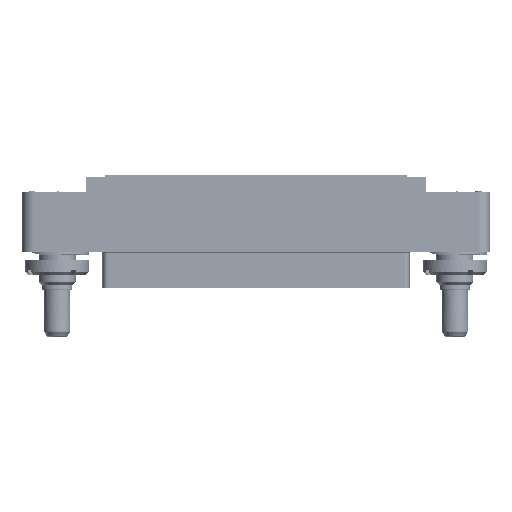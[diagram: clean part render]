
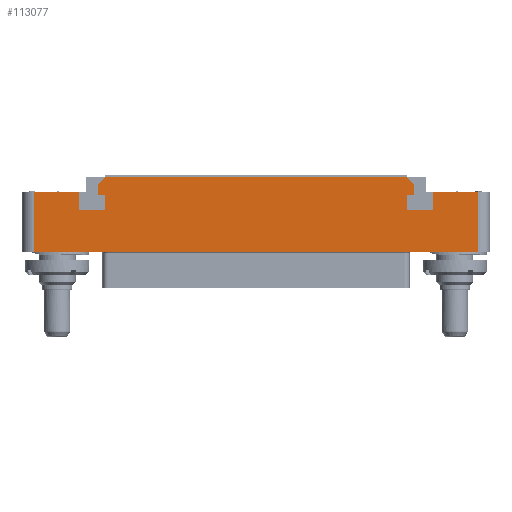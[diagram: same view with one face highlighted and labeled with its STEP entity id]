
A CAD part, top view. The second image highlights one B-rep face of the part: STEP entity #113077.
In plain terms, the highlighted planar face has unit normal (0, 0, 1).
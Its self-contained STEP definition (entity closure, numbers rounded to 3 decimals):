
#3205=DIRECTION('',(0.707,-0.707,0.));
#3206=VECTOR('',#3205,1.697);
#3207=CARTESIAN_POINT('',(25.8,12.75,7.));
#3208=LINE('',#3207,#3206);
#7252=DIRECTION('',(0.,1.,0.));
#7253=VECTOR('',#7252,10.25);
#7254=CARTESIAN_POINT('',(38.,0.,7.));
#7255=LINE('',#7254,#7253);
#7270=DIRECTION('',(-1.,0.,0.));
#7271=VECTOR('',#7270,76.);
#7272=CARTESIAN_POINT('',(38.,0.,7.));
#7273=LINE('',#7272,#7271);
#7274=DIRECTION('',(1.,0.,0.));
#7275=VECTOR('',#7274,7.8);
#7276=CARTESIAN_POINT('',(-38.,10.25,7.));
#7277=LINE('',#7276,#7275);
#7278=DIRECTION('',(0.,-1.,0.));
#7279=VECTOR('',#7278,3.2);
#7280=CARTESIAN_POINT('',(-30.2,10.25,7.));
#7281=LINE('',#7280,#7279);
#7282=DIRECTION('',(1.,0.,0.));
#7283=VECTOR('',#7282,4.4);
#7284=CARTESIAN_POINT('',(-30.2,7.05,7.));
#7285=LINE('',#7284,#7283);
#7286=DIRECTION('',(0.,1.,0.));
#7287=VECTOR('',#7286,2.6);
#7288=CARTESIAN_POINT('',(-25.8,7.05,7.));
#7289=LINE('',#7288,#7287);
#7290=DIRECTION('',(-1.,0.,0.));
#7291=VECTOR('',#7290,1.2);
#7292=CARTESIAN_POINT('',(-25.8,9.65,7.));
#7293=LINE('',#7292,#7291);
#7294=DIRECTION('',(0.,-1.,0.));
#7295=VECTOR('',#7294,1.9);
#7296=CARTESIAN_POINT('',(-27.,11.55,7.));
#7297=LINE('',#7296,#7295);
#7298=DIRECTION('',(1.,0.,0.));
#7299=VECTOR('',#7298,51.6);
#7300=CARTESIAN_POINT('',(-25.8,12.75,7.));
#7301=LINE('',#7300,#7299);
#7302=DIRECTION('',(0.,-1.,0.));
#7303=VECTOR('',#7302,1.9);
#7304=CARTESIAN_POINT('',(27.,11.55,7.));
#7305=LINE('',#7304,#7303);
#7306=DIRECTION('',(-1.,0.,0.));
#7307=VECTOR('',#7306,1.2);
#7308=CARTESIAN_POINT('',(27.,9.65,7.));
#7309=LINE('',#7308,#7307);
#7310=DIRECTION('',(0.,-1.,0.));
#7311=VECTOR('',#7310,2.6);
#7312=CARTESIAN_POINT('',(25.8,9.65,7.));
#7313=LINE('',#7312,#7311);
#7314=DIRECTION('',(1.,0.,0.));
#7315=VECTOR('',#7314,4.4);
#7316=CARTESIAN_POINT('',(25.8,7.05,7.));
#7317=LINE('',#7316,#7315);
#7318=DIRECTION('',(0.,1.,0.));
#7319=VECTOR('',#7318,3.2);
#7320=CARTESIAN_POINT('',(30.2,7.05,7.));
#7321=LINE('',#7320,#7319);
#7322=DIRECTION('',(1.,0.,0.));
#7323=VECTOR('',#7322,7.8);
#7324=CARTESIAN_POINT('',(30.2,10.25,7.));
#7325=LINE('',#7324,#7323);
#7326=DIRECTION('',(0.,-1.,0.));
#7327=VECTOR('',#7326,10.25);
#7328=CARTESIAN_POINT('',(-38.,10.25,7.));
#7329=LINE('',#7328,#7327);
#11306=DIRECTION('',(-0.707,-0.707,0.));
#11307=VECTOR('',#11306,1.697);
#11308=CARTESIAN_POINT('',(-25.8,12.75,7.));
#11309=LINE('',#11308,#11307);
#90836=CARTESIAN_POINT('',(-30.2,10.25,7.));
#90837=CARTESIAN_POINT('',(-30.2,7.05,7.));
#90838=VERTEX_POINT('',#90836);
#90839=VERTEX_POINT('',#90837);
#90840=CARTESIAN_POINT('',(-25.8,7.05,7.));
#90841=VERTEX_POINT('',#90840);
#90842=CARTESIAN_POINT('',(-25.8,9.65,7.));
#90843=VERTEX_POINT('',#90842);
#90844=CARTESIAN_POINT('',(-27.,9.65,7.));
#90845=VERTEX_POINT('',#90844);
#90846=CARTESIAN_POINT('',(27.,9.65,7.));
#90847=CARTESIAN_POINT('',(25.8,9.65,7.));
#90848=VERTEX_POINT('',#90846);
#90849=VERTEX_POINT('',#90847);
#90850=CARTESIAN_POINT('',(25.8,7.05,7.));
#90851=VERTEX_POINT('',#90850);
#90852=CARTESIAN_POINT('',(30.2,7.05,7.));
#90853=VERTEX_POINT('',#90852);
#90854=CARTESIAN_POINT('',(30.2,10.25,7.));
#90855=VERTEX_POINT('',#90854);
#90860=CARTESIAN_POINT('',(-27.,11.55,7.));
#90862=VERTEX_POINT('',#90860);
#90864=CARTESIAN_POINT('',(-25.8,12.75,7.));
#90865=VERTEX_POINT('',#90864);
#90866=CARTESIAN_POINT('',(27.,11.55,7.));
#90868=VERTEX_POINT('',#90866);
#90870=CARTESIAN_POINT('',(25.8,12.75,7.));
#90871=VERTEX_POINT('',#90870);
#90956=CARTESIAN_POINT('',(38.,0.,7.));
#90957=CARTESIAN_POINT('',(38.,10.25,7.));
#90958=VERTEX_POINT('',#90956);
#90959=VERTEX_POINT('',#90957);
#90964=CARTESIAN_POINT('',(-38.,10.25,7.));
#90965=CARTESIAN_POINT('',(-38.,0.,7.));
#90966=VERTEX_POINT('',#90964);
#90967=VERTEX_POINT('',#90965);
#113039=CARTESIAN_POINT('',(0.,0.,7.));
#113040=DIRECTION('',(0.,0.,-1.));
#113041=DIRECTION('',(-1.,0.,0.));
#113042=AXIS2_PLACEMENT_3D('',#113039,#113040,#113041);
#113043=PLANE('',#113042);
#113044=ORIENTED_EDGE('',*,*,#113031,.F.);
#113045=ORIENTED_EDGE('',*,*,#110760,.T.);
#113047=ORIENTED_EDGE('',*,*,#113046,.F.);
#113049=ORIENTED_EDGE('',*,*,#113048,.T.);
#113051=ORIENTED_EDGE('',*,*,#113050,.T.);
#113053=ORIENTED_EDGE('',*,*,#113052,.T.);
#113055=ORIENTED_EDGE('',*,*,#113054,.T.);
#113057=ORIENTED_EDGE('',*,*,#113056,.T.);
#113059=ORIENTED_EDGE('',*,*,#113058,.F.);
#113061=ORIENTED_EDGE('',*,*,#113060,.F.);
#113062=ORIENTED_EDGE('',*,*,#110603,.T.);
#113063=ORIENTED_EDGE('',*,*,#110621,.T.);
#113065=ORIENTED_EDGE('',*,*,#113064,.T.);
#113067=ORIENTED_EDGE('',*,*,#113066,.T.);
#113069=ORIENTED_EDGE('',*,*,#113068,.T.);
#113071=ORIENTED_EDGE('',*,*,#113070,.T.);
#113073=ORIENTED_EDGE('',*,*,#113072,.T.);
#113074=ORIENTED_EDGE('',*,*,#112774,.T.);
#113075=EDGE_LOOP('',(#113044,#113045,#113047,#113049,#113051,#113053,#113055,
#113057,#113059,#113061,#113062,#113063,#113065,#113067,#113069,#113071,#113073,
#113074));
#113076=FACE_OUTER_BOUND('',#113075,.F.);
#113077=ADVANCED_FACE('',(#113076),#113043,.F.);
#110603=EDGE_CURVE('',#90865,#90871,#7301,.T.);
#110621=EDGE_CURVE('',#90871,#90868,#3208,.T.);
#110760=EDGE_CURVE('',#90958,#90967,#7273,.T.);
#112774=EDGE_CURVE('',#90855,#90959,#7325,.T.);
#113031=EDGE_CURVE('',#90958,#90959,#7255,.T.);
#113046=EDGE_CURVE('',#90966,#90967,#7329,.T.);
#113048=EDGE_CURVE('',#90966,#90838,#7277,.T.);
#113050=EDGE_CURVE('',#90838,#90839,#7281,.T.);
#113052=EDGE_CURVE('',#90839,#90841,#7285,.T.);
#113054=EDGE_CURVE('',#90841,#90843,#7289,.T.);
#113056=EDGE_CURVE('',#90843,#90845,#7293,.T.);
#113058=EDGE_CURVE('',#90862,#90845,#7297,.T.);
#113060=EDGE_CURVE('',#90865,#90862,#11309,.T.);
#113064=EDGE_CURVE('',#90868,#90848,#7305,.T.);
#113066=EDGE_CURVE('',#90848,#90849,#7309,.T.);
#113068=EDGE_CURVE('',#90849,#90851,#7313,.T.);
#113070=EDGE_CURVE('',#90851,#90853,#7317,.T.);
#113072=EDGE_CURVE('',#90853,#90855,#7321,.T.);
